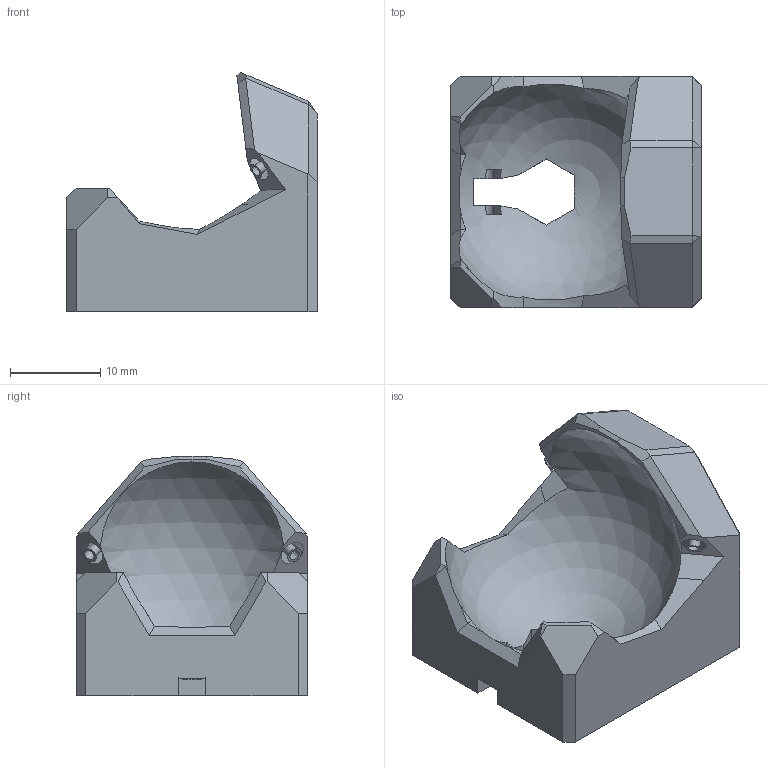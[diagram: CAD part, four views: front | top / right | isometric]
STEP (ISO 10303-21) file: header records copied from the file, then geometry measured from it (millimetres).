
FILE_DESCRIPTION(/* description */ ('FreeCAD Model'),/* implementation_level */ '2;1');
FILE_NAME(/* name */ '',/* time_stamp */ '2025-11-20T12:54:50+09:00',/* author */ (''),/* organization */ (''),/* preprocessor_version */ 'ST-DEVELOPER v20.1',/* originating_system */ 'Autodesk Translation Framework v14.21.0.0',/* authorisation */ '');
FILE_SCHEMA (('AUTOMOTIVE_DESIGN { 1 0 10303 214 3 1 1 }'));
Length unit declared in the file: millimetre
Products named in the file (1): Solid
Bounding box: 27.64 x 25.53 x 26.43 mm (x, y, z)
Volume: 6091.5 mm3; surface area: 3800.5 mm2
Topology: 1 solids, 1 shells, 119 faces, 305 edges, 198 vertices
Faces by surface type: plane 100, cylinder 8, cone 6, bspline 4, sphere 1
Full cylindrical faces by diameter (mm): 1.2 x2, 4.2 x4
Entity records: 3756 total; most frequent: CARTESIAN_POINT 813, ORIENTED_EDGE 610, DIRECTION 584, EDGE_CURVE 305, LINE 232, VECTOR 232, VERTEX_POINT 198, AXIS2_PLACEMENT_3D 176
